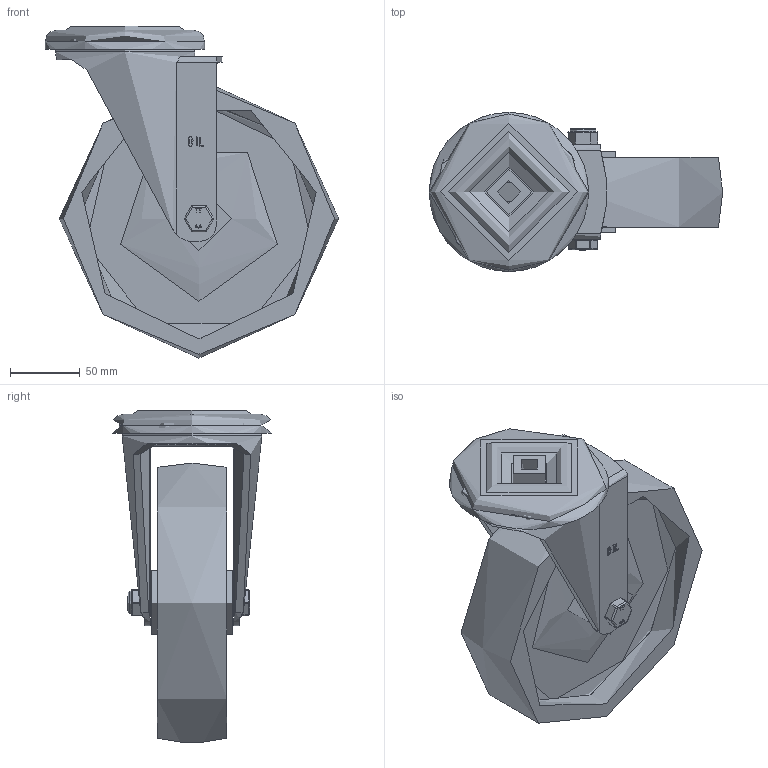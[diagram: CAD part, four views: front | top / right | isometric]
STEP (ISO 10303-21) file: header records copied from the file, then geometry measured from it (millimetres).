
FILE_DESCRIPTION(/* description */ (''),/* implementation_level */ '2;1');
FILE_NAME(/* name */ 'BZMM200NYBH16.step',/* time_stamp */ '2024-09-18T14:18:19+01:00',/* author */ (''),/* organization */ (''),/* preprocessor_version */ 'ST-DEVELOPER v20',/* originating_system */ 'Autodesk Translation Framework v13.20.0.188',/* authorisation */ '');
FILE_SCHEMA (('AUTOMOTIVE_DESIGN { 1 0 10303 214 3 1 1 }'));
Length unit declared in the file: millimetre
Products named in the file (14): BZMM200NYBH16; BZMM200ASBH16 v1; ZINC PLATED, PRESSED STEEL HEAD; ZINC PLATED, PRESSED STEEL FORKS; BZV200WNY5 v1; WHITE NYLON WHEEL; TUBEM20X60 v1; ZINC PLATED STEEL TUBE; HEXBOLTM12X80Z8.8 v2; GRADE 8.8 ZINC PLATED BOLT; NYLOCM12Z v1; NYLOC NUT; NUT; RUBBER
Assembly tree (13 placements, depth 4):
  BZMM200NYBH16
    BZMM200ASBH16 v1
      ZINC PLATED, PRESSED STEEL HEAD
      ZINC PLATED, PRESSED STEEL FORKS
    BZV200WNY5 v1
      WHITE NYLON WHEEL
    TUBEM20X60 v1
      ZINC PLATED STEEL TUBE
    HEXBOLTM12X80Z8.8 v2
      GRADE 8.8 ZINC PLATED BOLT
    NYLOCM12Z v1
      NYLOC NUT
        NUT
        RUBBER
Bounding box: 210 x 114 x 237.67 mm (x, y, z)
Volume: 988607.7 mm3; surface area: 228789.2 mm2
Topology: 7 solids, 7 shells, 368 faces, 899 edges, 574 vertices
Faces by surface type: plane 160, cylinder 113, bspline 53, torus 19, sphere 18, cone 5
Full cylindrical faces by diameter (mm): 9.836 x18, 11.834 x18, 12 x3, 12.2 x2, 12.5 x1, 14 x2, 16.2 x1, 18 x1, 18.5 x1, 19.9 x1, 20.2 x1, 32.5 x3, 41 x1, 46 x2, 47 x1, 52 x1, 74 x1, 92 x1, 100 x1, 104 x1, 114 x1, 172 x2
Entity records: 17675 total; most frequent: CARTESIAN_POINT 9099, ORIENTED_EDGE 1798, DIRECTION 1551, EDGE_CURVE 899, VERTEX_POINT 574, AXIS2_PLACEMENT_3D 566, LINE 419, VECTOR 419
